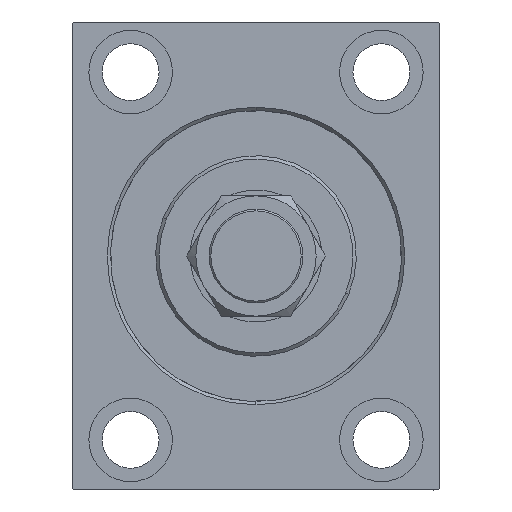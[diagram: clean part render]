
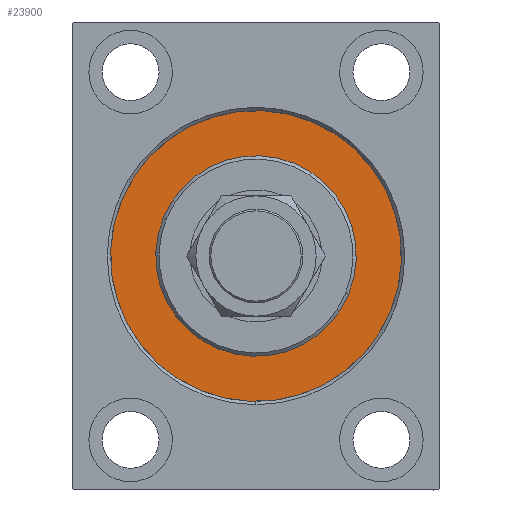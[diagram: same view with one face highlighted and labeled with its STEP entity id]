
A CAD part, left-side view. The second image highlights one B-rep face of the part: STEP entity #23900.
In plain terms, the highlighted face is planar.
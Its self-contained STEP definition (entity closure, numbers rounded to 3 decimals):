
#182 = AXIS2_PLACEMENT_3D ( 'NONE', #30171, #36914, #44315 ) ;
#206 = CARTESIAN_POINT ( 'NONE',  ( 0., 0., 0. ) ) ;
#574 = EDGE_CURVE ( 'NONE', #5387, #34066, #20238, .T. ) ;
#1527 = AXIS2_PLACEMENT_3D ( 'NONE', #26488, #12333, #22784 ) ;
#4974 = DIRECTION ( 'NONE',  ( 0., 0., -1. ) ) ;
#5387 = VERTEX_POINT ( 'NONE', #6588 ) ;
#6393 = ORIENTED_EDGE ( 'NONE', *, *, #574, .F. ) ;
#6588 = CARTESIAN_POINT ( 'NONE',  ( 0., 0., -30. ) ) ;
#6797 = CIRCLE ( 'NONE', #16437, 43.5 ) ;
#8356 = CARTESIAN_POINT ( 'NONE',  ( 0., 0., -43.5 ) ) ;
#8672 = DIRECTION ( 'NONE',  ( 1., 0., 0. ) ) ;
#11021 = EDGE_CURVE ( 'NONE', #34066, #5387, #36059, .T. ) ;
#12333 = DIRECTION ( 'NONE',  ( -1., 0., 0. ) ) ;
#14828 = CARTESIAN_POINT ( 'NONE',  ( 0., 0., 0. ) ) ;
#16437 = AXIS2_PLACEMENT_3D ( 'NONE', #206, #45420, #34763 ) ;
#17350 = EDGE_LOOP ( 'NONE', ( #28255, #23700 ) ) ;
#18063 = CARTESIAN_POINT ( 'NONE',  ( 0., 0., 30. ) ) ;
#18767 = AXIS2_PLACEMENT_3D ( 'NONE', #43917, #8672, #4974 ) ;
#19299 = FACE_BOUND ( 'NONE', #35298, .T. ) ;
#20186 = CIRCLE ( 'NONE', #182, 43.5 ) ;
#20238 = CIRCLE ( 'NONE', #18767, 30. ) ;
#20518 = VERTEX_POINT ( 'NONE', #8356 ) ;
#21809 = DIRECTION ( 'NONE',  ( 0., 0., -1. ) ) ;
#22784 = DIRECTION ( 'NONE',  ( 0., 0., 1. ) ) ;
#23700 = ORIENTED_EDGE ( 'NONE', *, *, #34017, .F. ) ;
#23900 = ADVANCED_FACE ( 'NONE', ( #19299, #32760 ), #43644, .F. ) ;
#24949 = AXIS2_PLACEMENT_3D ( 'NONE', #14828, #42659, #21809 ) ;
#25977 = VERTEX_POINT ( 'NONE', #40466 ) ;
#26488 = CARTESIAN_POINT ( 'NONE',  ( 0., 0., 0. ) ) ;
#27171 = ORIENTED_EDGE ( 'NONE', *, *, #11021, .F. ) ;
#28255 = ORIENTED_EDGE ( 'NONE', *, *, #36218, .F. ) ;
#30171 = CARTESIAN_POINT ( 'NONE',  ( 0., 0., 0. ) ) ;
#32760 = FACE_OUTER_BOUND ( 'NONE', #17350, .T. ) ;
#34017 = EDGE_CURVE ( 'NONE', #25977, #20518, #6797, .T. ) ;
#34066 = VERTEX_POINT ( 'NONE', #18063 ) ;
#34763 = DIRECTION ( 'NONE',  ( 0., 0., 1. ) ) ;
#35298 = EDGE_LOOP ( 'NONE', ( #27171, #6393 ) ) ;
#36059 = CIRCLE ( 'NONE', #24949, 30. ) ;
#36218 = EDGE_CURVE ( 'NONE', #20518, #25977, #20186, .T. ) ;
#36914 = DIRECTION ( 'NONE',  ( -1., 0., 0. ) ) ;
#40466 = CARTESIAN_POINT ( 'NONE',  ( 0., 0., 43.5 ) ) ;
#42659 = DIRECTION ( 'NONE',  ( 1., 0., 0. ) ) ;
#43644 = PLANE ( 'NONE',  #1527 ) ;
#43917 = CARTESIAN_POINT ( 'NONE',  ( 0., 0., 0. ) ) ;
#44315 = DIRECTION ( 'NONE',  ( 0., 0., 1. ) ) ;
#45420 = DIRECTION ( 'NONE',  ( -1., 0., 0. ) ) ;
